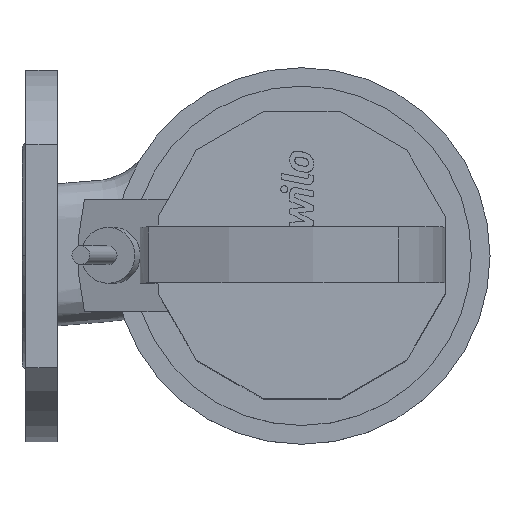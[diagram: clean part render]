
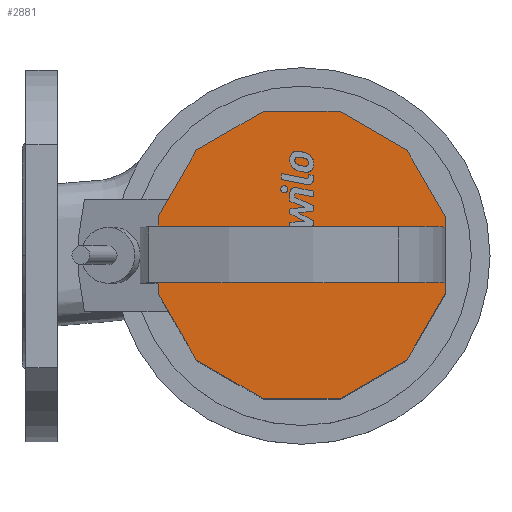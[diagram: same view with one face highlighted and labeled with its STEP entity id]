
A CAD part, top view. The second image highlights one B-rep face of the part: STEP entity #2881.
In plain terms, the highlighted planar face has unit normal (0, 0, 1).
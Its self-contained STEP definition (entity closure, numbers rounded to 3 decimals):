
#1963=CARTESIAN_POINT('',(212.,15.,349.));
#1964=VERTEX_POINT('',#1963);
#1974=CARTESIAN_POINT('',(212.,-15.,349.));
#1975=VERTEX_POINT('',#1974);
#1976=CARTESIAN_POINT('',(212.,-15.,349.));
#1977=DIRECTION('',(0.0,1.0,0.0));
#1978=VECTOR('',#1977,30.0);
#1979=LINE('',#1976,#1978);
#1980=EDGE_CURVE('',#1975,#1964,#1979,.T.);
#2038=CARTESIAN_POINT('',(80.404,15.,349.0));
#2039=VERTEX_POINT('',#2038);
#2048=CARTESIAN_POINT('',(80.404,-15.,349.0));
#2049=VERTEX_POINT('',#2048);
#2057=CARTESIAN_POINT('',(80.404,-15.,349.0));
#2058=DIRECTION('',(0.0,1.0,0.0));
#2059=VECTOR('',#2058,30.0);
#2060=LINE('',#2057,#2059);
#2061=EDGE_CURVE('',#2049,#2039,#2060,.T.);
#2074=CARTESIAN_POINT('',(227.0,-15.,349.0));
#2075=VERTEX_POINT('',#2074);
#2076=CARTESIAN_POINT('',(227.0,-15.,349.0));
#2077=DIRECTION('',(-1.0,0.0,0.0));
#2078=VECTOR('',#2077,15.);
#2079=LINE('',#2076,#2078);
#2080=EDGE_CURVE('',#2075,#1975,#2079,.T.);
#2117=CARTESIAN_POINT('',(73.,-15.,349.0));
#2118=VERTEX_POINT('',#2117);
#2125=CARTESIAN_POINT('',(80.404,-15.,349.0));
#2126=DIRECTION('',(-1.0,0.0,0.0));
#2127=VECTOR('',#2126,7.404);
#2128=LINE('',#2125,#2127);
#2129=EDGE_CURVE('',#2049,#2118,#2128,.T.);
#2204=CARTESIAN_POINT('',(227.0,15.,349.0));
#2205=VERTEX_POINT('',#2204);
#2229=CARTESIAN_POINT('',(73.,15.,349.0));
#2230=VERTEX_POINT('',#2229);
#2231=CARTESIAN_POINT('',(73.,15.,349.0));
#2232=DIRECTION('',(1.0,0.0,0.0));
#2233=VECTOR('',#2232,7.404);
#2234=LINE('',#2231,#2233);
#2235=EDGE_CURVE('',#2230,#2039,#2234,.T.);
#2254=CARTESIAN_POINT('',(212.,15.,349.));
#2255=DIRECTION('',(1.0,0.0,0.0));
#2256=VECTOR('',#2255,15.);
#2257=LINE('',#2254,#2256);
#2258=EDGE_CURVE('',#1964,#2205,#2257,.T.);
#2295=CARTESIAN_POINT('',(73.,20.632,349.0));
#2296=VERTEX_POINT('',#2295);
#2297=CARTESIAN_POINT('',(73.,15.,349.0));
#2298=DIRECTION('',(0.0,1.0,0.0));
#2299=VECTOR('',#2298,5.632);
#2300=LINE('',#2297,#2299);
#2301=EDGE_CURVE('',#2230,#2296,#2300,.T.);
#2494=CARTESIAN_POINT('',(73.,-20.632,349.0));
#2495=VERTEX_POINT('',#2494);
#2502=CARTESIAN_POINT('',(73.,-20.632,349.0));
#2503=DIRECTION('',(0.0,1.0,0.0));
#2504=VECTOR('',#2503,5.632);
#2505=LINE('',#2502,#2504);
#2506=EDGE_CURVE('',#2495,#2118,#2505,.T.);
#2526=CARTESIAN_POINT('',(93.632,-56.368,349.0));
#2527=VERTEX_POINT('',#2526);
#2534=CARTESIAN_POINT('',(93.632,-56.368,349.0));
#2535=DIRECTION('',(-0.5,0.866,0.0));
#2536=VECTOR('',#2535,41.264);
#2537=LINE('',#2534,#2536);
#2538=EDGE_CURVE('',#2527,#2495,#2537,.T.);
#2549=CARTESIAN_POINT('',(206.368,-56.368,349.0));
#2550=VERTEX_POINT('',#2549);
#2551=CARTESIAN_POINT('',(170.632,-77.0,349.0));
#2552=VERTEX_POINT('',#2551);
#2553=CARTESIAN_POINT('',(206.368,-56.368,349.0));
#2554=DIRECTION('',(-0.866,-0.5,0.0));
#2555=VECTOR('',#2554,41.264);
#2556=LINE('',#2553,#2555);
#2557=EDGE_CURVE('',#2550,#2552,#2556,.T.);
#2589=CARTESIAN_POINT('',(129.368,-77.0,349.0));
#2590=VERTEX_POINT('',#2589);
#2591=CARTESIAN_POINT('',(170.632,-77.0,349.0));
#2592=DIRECTION('',(-1.0,0.0,0.0));
#2593=VECTOR('',#2592,41.264);
#2594=LINE('',#2591,#2593);
#2595=EDGE_CURVE('',#2552,#2590,#2594,.T.);
#2620=CARTESIAN_POINT('',(129.368,-77.0,349.0));
#2621=DIRECTION('',(-0.866,0.5,0.0));
#2622=VECTOR('',#2621,41.264);
#2623=LINE('',#2620,#2622);
#2624=EDGE_CURVE('',#2590,#2527,#2623,.T.);
#2644=CARTESIAN_POINT('',(93.632,56.368,349.0));
#2645=VERTEX_POINT('',#2644);
#2646=CARTESIAN_POINT('',(73.,20.632,349.0));
#2647=DIRECTION('',(0.5,0.866,0.0));
#2648=VECTOR('',#2647,41.264);
#2649=LINE('',#2646,#2648);
#2650=EDGE_CURVE('',#2296,#2645,#2649,.T.);
#2675=CARTESIAN_POINT('',(129.368,77.,349.0));
#2676=VERTEX_POINT('',#2675);
#2677=CARTESIAN_POINT('',(93.632,56.368,349.0));
#2678=DIRECTION('',(0.866,0.5,0.0));
#2679=VECTOR('',#2678,41.264);
#2680=LINE('',#2677,#2679);
#2681=EDGE_CURVE('',#2645,#2676,#2680,.T.);
#2706=CARTESIAN_POINT('',(170.632,77.,349.0));
#2707=VERTEX_POINT('',#2706);
#2708=CARTESIAN_POINT('',(129.368,77.,349.0));
#2709=DIRECTION('',(1.0,0.0,0.0));
#2710=VECTOR('',#2709,41.264);
#2711=LINE('',#2708,#2710);
#2712=EDGE_CURVE('',#2676,#2707,#2711,.T.);
#2737=CARTESIAN_POINT('',(206.368,56.368,349.0));
#2738=VERTEX_POINT('',#2737);
#2739=CARTESIAN_POINT('',(170.632,77.,349.0));
#2740=DIRECTION('',(0.866,-0.5,0.0));
#2741=VECTOR('',#2740,41.264);
#2742=LINE('',#2739,#2741);
#2743=EDGE_CURVE('',#2707,#2738,#2742,.T.);
#2768=CARTESIAN_POINT('',(227.0,20.632,349.0));
#2769=VERTEX_POINT('',#2768);
#2770=CARTESIAN_POINT('',(206.368,56.368,349.0));
#2771=DIRECTION('',(0.5,-0.866,0.0));
#2772=VECTOR('',#2771,41.264);
#2773=LINE('',#2770,#2772);
#2774=EDGE_CURVE('',#2738,#2769,#2773,.T.);
#2799=CARTESIAN_POINT('',(227.0,20.632,349.0));
#2800=DIRECTION('',(0.0,-1.0,0.0));
#2801=VECTOR('',#2800,5.632);
#2802=LINE('',#2799,#2801);
#2803=EDGE_CURVE('',#2769,#2205,#2802,.T.);
#2806=CARTESIAN_POINT('',(227.,-20.632,349.0));
#2807=VERTEX_POINT('',#2806);
#2808=CARTESIAN_POINT('',(227.0,-15.,349.0));
#2809=DIRECTION('',(0.0,-1.0,0.0));
#2810=VECTOR('',#2809,5.632);
#2811=LINE('',#2808,#2810);
#2812=EDGE_CURVE('',#2075,#2807,#2811,.T.);
#2837=CARTESIAN_POINT('',(227.,-20.632,349.0));
#2838=DIRECTION('',(-0.5,-0.866,0.0));
#2839=VECTOR('',#2838,41.264);
#2840=LINE('',#2837,#2839);
#2841=EDGE_CURVE('',#2807,#2550,#2840,.T.);
#2854=CARTESIAN_POINT('',(150.,0.,349.0));
#2855=DIRECTION('',(0.0,0.0,1.0));
#2856=DIRECTION('',(0.0,-1.0,0.0));
#2857=AXIS2_PLACEMENT_3D('',#2854,#2855,#2856);
#2858=PLANE('',#2857);
#2859=ORIENTED_EDGE('',*,*,#2080,.T.);
#2860=ORIENTED_EDGE('',*,*,#1980,.T.);
#2861=ORIENTED_EDGE('',*,*,#2258,.T.);
#2862=ORIENTED_EDGE('',*,*,#2803,.F.);
#2863=ORIENTED_EDGE('',*,*,#2774,.F.);
#2864=ORIENTED_EDGE('',*,*,#2743,.F.);
#2865=ORIENTED_EDGE('',*,*,#2712,.F.);
#2866=ORIENTED_EDGE('',*,*,#2681,.F.);
#2867=ORIENTED_EDGE('',*,*,#2650,.F.);
#2868=ORIENTED_EDGE('',*,*,#2301,.F.);
#2869=ORIENTED_EDGE('',*,*,#2235,.T.);
#2870=ORIENTED_EDGE('',*,*,#2061,.F.);
#2871=ORIENTED_EDGE('',*,*,#2129,.T.);
#2872=ORIENTED_EDGE('',*,*,#2506,.F.);
#2873=ORIENTED_EDGE('',*,*,#2538,.F.);
#2874=ORIENTED_EDGE('',*,*,#2624,.F.);
#2875=ORIENTED_EDGE('',*,*,#2595,.F.);
#2876=ORIENTED_EDGE('',*,*,#2557,.F.);
#2877=ORIENTED_EDGE('',*,*,#2841,.F.);
#2878=ORIENTED_EDGE('',*,*,#2812,.F.);
#2879=EDGE_LOOP('',(#2859,#2860,#2861,#2862,#2863,#2864,#2865,#2866,#2867,#2868,#2869,#2870,#2871,#2872,#2873,#2874,#2875,#2876,#2877,#2878));
#2880=FACE_OUTER_BOUND('',#2879,.T.);
#2881=ADVANCED_FACE('',(#2880),#2858,.T.);
